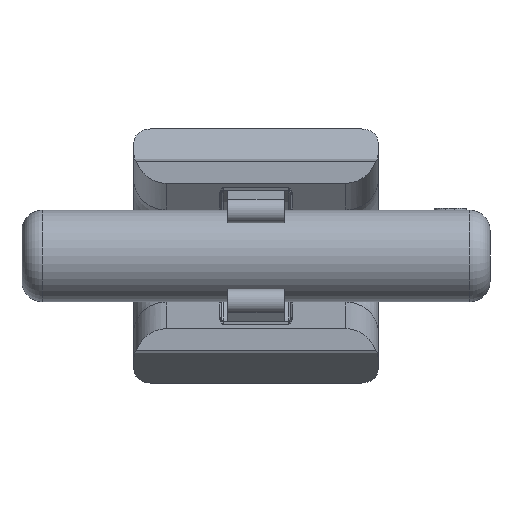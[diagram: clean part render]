
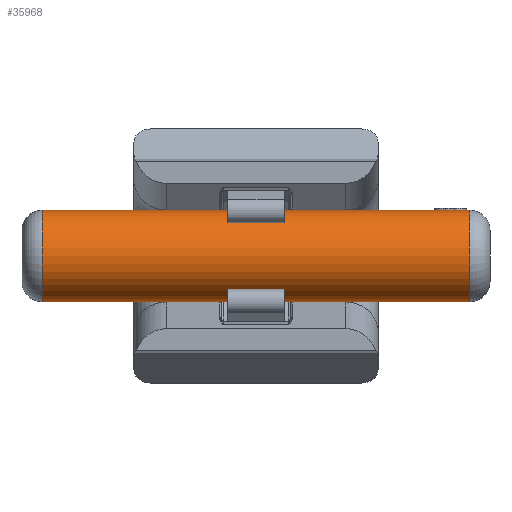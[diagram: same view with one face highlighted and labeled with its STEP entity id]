
A CAD part, front view. The second image highlights one B-rep face of the part: STEP entity #35968.
In plain terms, the highlighted cylindrical face has radius 11.25 mm (diameter 22.5 mm), a partial arc.
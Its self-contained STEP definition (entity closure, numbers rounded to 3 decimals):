
#24074=CARTESIAN_POINT('',(52.5,-69.75,0.));
#24075=DIRECTION('',(-1.,0.,0.));
#24076=DIRECTION('',(0.,0.,-1.));
#24077=AXIS2_PLACEMENT_3D('',#24074,#24075,#24076);
#24222=CARTESIAN_POINT('',(-52.5,-69.75,0.));
#24223=DIRECTION('',(1.,0.,0.));
#24224=DIRECTION('',(0.,0.,1.));
#24225=AXIS2_PLACEMENT_3D('',#24222,#24223,#24224);
#24292=DIRECTION('',(1.,0.,0.));
#24293=VECTOR('',#24292,105.);
#24294=CARTESIAN_POINT('',(-52.5,-69.75,-11.25));
#24295=LINE('',#24294,#24293);
#24296=DIRECTION('',(1.,0.,0.));
#24297=VECTOR('',#24296,105.);
#24298=CARTESIAN_POINT('',(-52.5,-69.75,11.25));
#24299=LINE('',#24298,#24297);
#25407=CARTESIAN_POINT('',(-52.5,-69.75,11.25));
#25409=VERTEX_POINT('',#25407);
#25431=CARTESIAN_POINT('',(52.5,-69.75,11.25));
#25433=VERTEX_POINT('',#25431);
#25455=CARTESIAN_POINT('',(-52.5,-69.75,-11.25));
#25457=VERTEX_POINT('',#25455);
#25479=CARTESIAN_POINT('',(52.5,-69.75,-11.25));
#25481=VERTEX_POINT('',#25479);
#35957=CARTESIAN_POINT('',(132.457,-69.75,0.));
#35958=DIRECTION('',(1.,0.,0.));
#35959=DIRECTION('',(0.,0.,1.));
#35960=AXIS2_PLACEMENT_3D('',#35957,#35958,#35959);
#35961=CYLINDRICAL_SURFACE('',#35960,11.25);
#35962=ORIENTED_EDGE('',*,*,#35634,.F.);
#35963=ORIENTED_EDGE('',*,*,#30395,.F.);
#35964=ORIENTED_EDGE('',*,*,#35808,.F.);
#35965=ORIENTED_EDGE('',*,*,#25523,.T.);
#35966=EDGE_LOOP('',(#35962,#35963,#35964,#35965));
#35967=FACE_OUTER_BOUND('',#35966,.F.);
#35968=ADVANCED_FACE('',(#35967),#35961,.T.);
#24078=CIRCLE('',#24077,11.25);
#24226=CIRCLE('',#24225,11.25);
#25523=EDGE_CURVE('',#25409,#25433,#24299,.T.);
#30395=EDGE_CURVE('',#25457,#25481,#24295,.T.);
#35634=EDGE_CURVE('',#25481,#25433,#24078,.T.);
#35808=EDGE_CURVE('',#25409,#25457,#24226,.T.);
